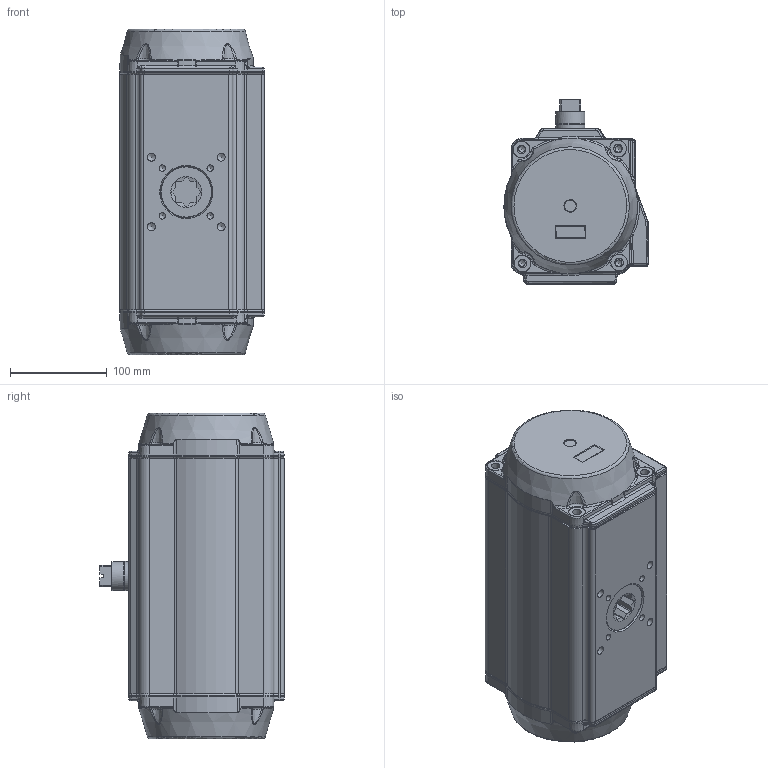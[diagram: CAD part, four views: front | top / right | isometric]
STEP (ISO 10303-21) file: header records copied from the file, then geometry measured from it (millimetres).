
FILE_DESCRIPTION(/* description */ ('Unknown'),/* implementation_level */ '2;1');
FILE_NAME(/* name */ 'PD08_PE07',/* time_stamp */ '2022-02-21T12:44:06+01:00',/* author */ ('Unknown'),/* organization */ ('Unknown'),/* preprocessor_version */ 'ST-DEVELOPER v16.7',/* originating_system */ 'Solid Edge',/* authorisation */ 'Unknown');
FILE_SCHEMA (('AUTOMOTIVE_DESIGN {1 0 10303 214 3 1 1}'));
Products named in the file (6): PD08_PE07; VTE125埴詰; vt125-2016-06-25; vt125-2016-06-25   酘傷裔_MIR; VT125-03-01   活塞; VT125-3 粣
Assembly tree (6 placements, depth 2):
  PD08_PE07
    VTE125埴詰
    vt125-2016-06-25
    vt125-2016-06-25   酘傷裔_MIR
    VT125-03-01   活塞  x2
    VT125-3 粣
Bounding box: 149.23 x 190.6 x 337 mm (x, y, z)
Volume: 3343890.8 mm3; surface area: 655503.2 mm2
Topology: 6 solids, 6 shells, 2689 faces, 6711 edges, 4104 vertices
Faces by surface type: cylinder 671, plane 670, bspline 629, torus 455, cone 220, sphere 44
Full cylindrical faces by diameter (mm): 4.134 x8, 4.917 x1, 6.647 x12, 7 x1, 8.376 x4, 10.106 x2, 11.445 x2, 13 x2, 17 x8, 17.5 x2, 25 x1, 26 x2, 26.4 x1, 28.2 x1, 30 x5, 40 x2, 41 x1, 47.4 x1, 49 x1, 53 x4, 112 x2, 115.4 x2, 120 x2, 124 x6, 125 x1
Entity records: 93327 total; most frequent: CARTESIAN_POINT 47807, ORIENTED_EDGE 10152, DIRECTION 8043, EDGE_CURVE 5076, VERTEX_POINT 3247, AXIS2_PLACEMENT_3D 3166, FACE_BOUND 2505, EDGE_LOOP 2483
